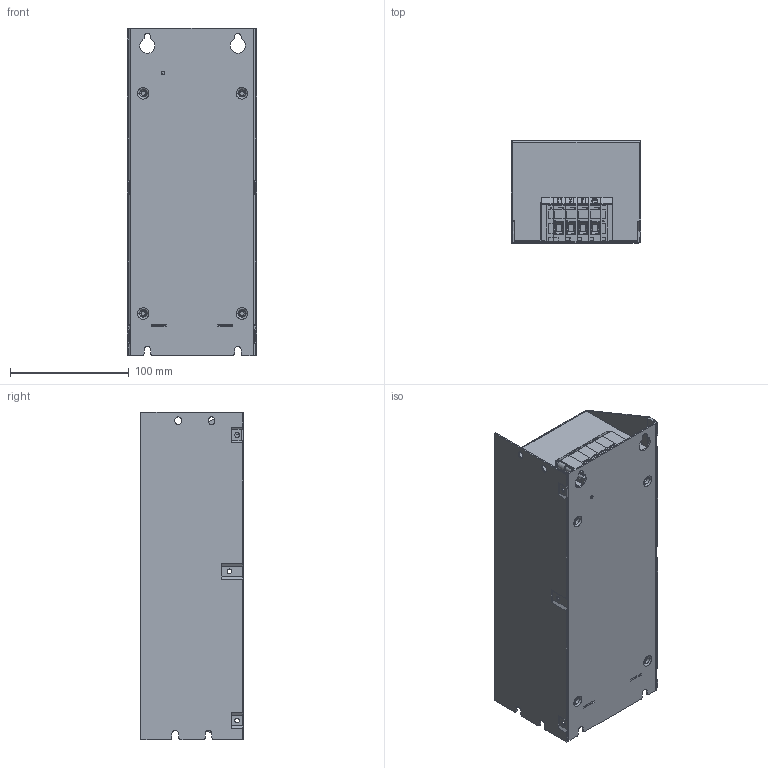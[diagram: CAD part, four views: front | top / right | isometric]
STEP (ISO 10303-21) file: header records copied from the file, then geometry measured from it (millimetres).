
FILE_DESCRIPTION (( 'STEP AP214' ), '1' );
FILE_NAME ('EMI B frame PRT0109 FROM wo surf 3 Coord COMPLETE E4 fXT Mod 1 r1.STEP', '2020-05-11T23:29:13', ( '' ), ( '' ), 'SwSTEP 2.0', 'SolidWorks 2017', '' );
FILE_SCHEMA (( 'AUTOMOTIVE_DESIGN' ));
Length unit declared in the file: inch
Products named in the file (1): EMI B frame  PRT0109 FROM wo surf 3 Coord  COMPLETE E4 fXT Mod 1 r1
Bounding box: 109 x 86.1 x 275 mm (x, y, z)
Volume: 179073.8 mm3; surface area: 281131 mm2
Topology: 15 solids, 15 shells, 3208 faces, 8486 edges, 5422 vertices
Faces by surface type: plane 2058, cylinder 618, cone 432, torus 84, bspline 16
Entity records: 101226 total; most frequent: CARTESIAN_POINT 20576, ORIENTED_EDGE 16852, DIRECTION 16522, EDGE_CURVE 8426, LINE 6354, VECTOR 6354, VERTEX_POINT 5422, AXIS2_PLACEMENT_3D 5084
